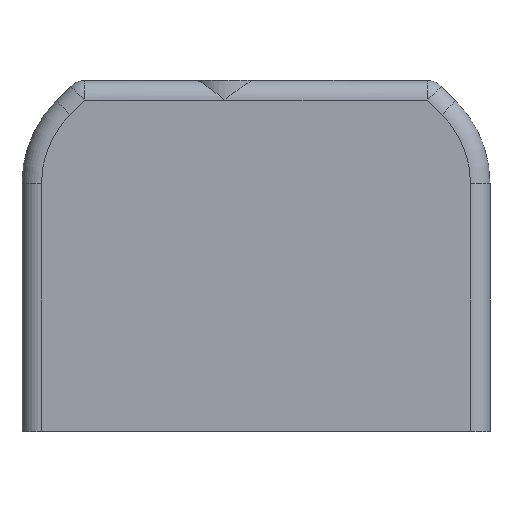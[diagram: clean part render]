
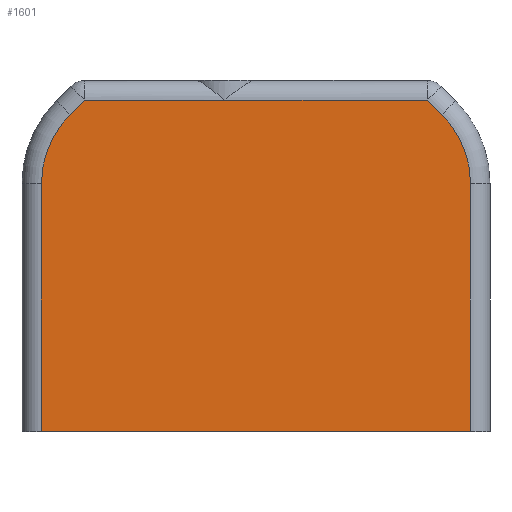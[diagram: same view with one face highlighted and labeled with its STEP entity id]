
A CAD part, front view. The second image highlights one B-rep face of the part: STEP entity #1601.
In plain terms, the highlighted planar face has unit normal (0, -1, 0).
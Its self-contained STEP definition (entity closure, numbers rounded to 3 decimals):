
#56=PLANE('',#1819);
#146=FACE_OUTER_BOUND('',#258,.T.);
#258=EDGE_LOOP('',(#1329,#1330,#1331,#1332,#1333,#1334,#1335,#1336,#1337));
#370=LINE('',#2678,#495);
#372=LINE('',#2694,#497);
#387=LINE('',#2771,#512);
#394=LINE('',#2801,#519);
#396=LINE('',#2804,#521);
#397=LINE('',#2806,#522);
#398=LINE('',#2807,#523);
#495=VECTOR('',#2157,10.);
#497=VECTOR('',#2163,10.);
#512=VECTOR('',#2238,10.);
#519=VECTOR('',#2277,10.);
#521=VECTOR('',#2281,10.);
#522=VECTOR('',#2282,10.);
#523=VECTOR('',#2283,10.);
#632=CIRCLE('',#1793,25.);
#639=CIRCLE('',#1806,25.);
#726=VERTEX_POINT('',#2609);
#756=VERTEX_POINT('',#2677);
#758=VERTEX_POINT('',#2692);
#762=VERTEX_POINT('',#2706);
#768=VERTEX_POINT('',#2735);
#771=VERTEX_POINT('',#2740);
#780=VERTEX_POINT('',#2770);
#782=VERTEX_POINT('',#2775);
#788=VERTEX_POINT('',#2805);
#935=EDGE_CURVE('',#726,#756,#370,.T.);
#939=EDGE_CURVE('',#758,#726,#372,.T.);
#958=EDGE_CURVE('',#771,#768,#632,.T.);
#973=EDGE_CURVE('',#768,#780,#387,.T.);
#976=EDGE_CURVE('',#782,#758,#639,.T.);
#989=EDGE_CURVE('',#762,#771,#394,.T.);
#991=EDGE_CURVE('',#756,#762,#396,.T.);
#992=EDGE_CURVE('',#788,#782,#397,.T.);
#993=EDGE_CURVE('',#788,#780,#398,.T.);
#1329=ORIENTED_EDGE('',*,*,#958,.F.);
#1330=ORIENTED_EDGE('',*,*,#989,.F.);
#1331=ORIENTED_EDGE('',*,*,#991,.F.);
#1332=ORIENTED_EDGE('',*,*,#935,.F.);
#1333=ORIENTED_EDGE('',*,*,#939,.F.);
#1334=ORIENTED_EDGE('',*,*,#976,.F.);
#1335=ORIENTED_EDGE('',*,*,#992,.F.);
#1336=ORIENTED_EDGE('',*,*,#993,.T.);
#1337=ORIENTED_EDGE('',*,*,#973,.F.);
#1601=ADVANCED_FACE('',(#146),#56,.T.);
#1793=AXIS2_PLACEMENT_3D('',#2742,#2208,#2209);
#1806=AXIS2_PLACEMENT_3D('',#2777,#2245,#2246);
#1819=AXIS2_PLACEMENT_3D('',#2803,#2279,#2280);
#2157=DIRECTION('',(1.,0.,0.));
#2163=DIRECTION('',(0.707,0.,0.707));
#2208=DIRECTION('center_axis',(0.,1.,0.));
#2209=DIRECTION('ref_axis',(0.924,0.,0.383));
#2238=DIRECTION('',(0.,0.,-1.));
#2245=DIRECTION('center_axis',(0.,1.,0.));
#2246=DIRECTION('ref_axis',(-0.924,0.,0.383));
#2277=DIRECTION('',(0.707,0.,-0.707));
#2279=DIRECTION('center_axis',(0.,-1.,0.));
#2280=DIRECTION('ref_axis',(1.,0.,0.));
#2281=DIRECTION('',(1.,0.,0.));
#2282=DIRECTION('',(0.,0.,1.));
#2283=DIRECTION('',(1.,0.,0.));
#2609=CARTESIAN_POINT('',(-43.929,0.,85.));
#2677=CARTESIAN_POINT('',(-8.,0.,85.));
#2678=CARTESIAN_POINT('',(-30.,0.,85.));
#2692=CARTESIAN_POINT('',(-47.678,0.,81.251));
#2694=CARTESIAN_POINT('',(-71.964,0.,56.964));
#2706=CARTESIAN_POINT('',(43.929,0.,85.));
#2735=CARTESIAN_POINT('',(55.,0.,63.574));
#2740=CARTESIAN_POINT('',(47.678,0.,81.251));
#2742=CARTESIAN_POINT('Origin',(30.,0.,63.574));
#2770=CARTESIAN_POINT('',(55.,0.,0.));
#2771=CARTESIAN_POINT('',(55.,0.,0.));
#2775=CARTESIAN_POINT('',(-55.,0.,63.574));
#2777=CARTESIAN_POINT('Origin',(-30.,0.,63.574));
#2801=CARTESIAN_POINT('',(41.964,0.,86.964));
#2803=CARTESIAN_POINT('Origin',(-60.,0.,0.));
#2804=CARTESIAN_POINT('',(-30.,0.,85.));
#2805=CARTESIAN_POINT('',(-55.,0.,0.));
#2806=CARTESIAN_POINT('',(-55.,0.,0.));
#2807=CARTESIAN_POINT('',(-60.,0.,0.));
